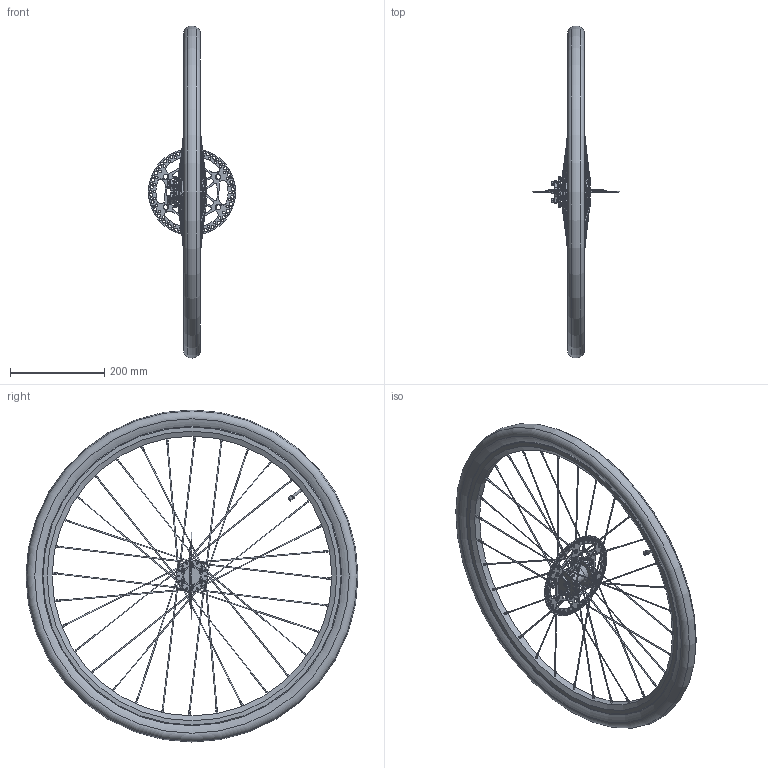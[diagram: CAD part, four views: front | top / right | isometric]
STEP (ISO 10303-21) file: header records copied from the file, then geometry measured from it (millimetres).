
FILE_DESCRIPTION(/* description */ ('STEP AP242 Edition 2','CAx-IF Rec.Pracs.---Representation and Presentation of Product Manufacturing Information (PMI)---4.0---2014-10-13','CAx-IF Rec.Pracs.---3D Tessellated Geometry---0.4---2014-09-14','2;1','CAx-IF Rec.Pracs.---User Defined Attributes---1.5---2016-08-15'),/* implementation_level */ '2;1');
FILE_NAME(/* name */ '69564855288fd9bb63804fa1',/* time_stamp */ '2026-01-01T10:11:34Z',/* author */ (''),/* organization */ (''),/* preprocessor_version */ 'ST-DEVELOPER v20',/* originating_system */ 'ONSHAPE BY PTC INC, 1.208',/* authorisation */ ' ');
FILE_SCHEMA (('AP242_MANAGED_MODEL_BASED_3D_ENGINEERING_MIM_LF { 1 0 10303 442 3 1 4 }'));
Length unit declared in the file: metre
Products named in the file (50): L SPOKE 2B-5-SOLID1; VALVE-1-SOLID1; Part 14; Part 15; Part 50; Part 1; Part 2; Part 3; Part 4; Part 5; Part 6; Part 7; Part 8; CUT-EXTRUDE3; CUT-EXTRUDE1; FILLET6; CUT-SWEEP1; Part 13
Bounding box: 185 x 704 x 704 mm (x, y, z)
Volume: 2857085 mm3; surface area: 728802.6 mm2
Topology: 50 solids, 50 shells, 1625 faces, 4022 edges, 2587 vertices
Faces by surface type: plane 671, cylinder 602, torus 155, cone 96, bspline 83, sphere 18
Full cylindrical faces by diameter (mm): 1.208 x1, 2 x64, 2.5 x32, 3.8 x32, 4 x32, 4.2 x6, 5 x80, 6 x1, 6.7 x34, 8.2 x6, 8.4 x7, 9.315 x1, 10 x1, 12 x2, 24 x1, 28 x2, 33 x2, 37 x4, 39.5 x1, 67 x2, 185 x1, 593 x1, 614 x1, 632 x1, 666.926 x2
Entity records: 53544 total; most frequent: CARTESIAN_POINT 15666, DIRECTION 7813, ORIENTED_EDGE 6780, EDGE_CURVE 3390, AXIS2_PLACEMENT_3D 3210, FACE_BOUND 2549, EDGE_LOOP 2548, VERTEX_POINT 2457
